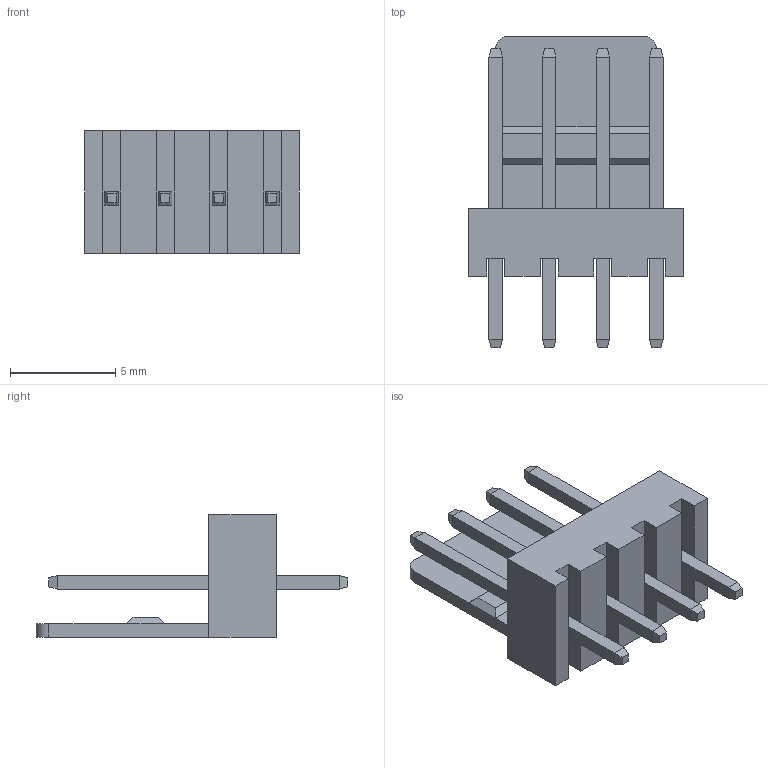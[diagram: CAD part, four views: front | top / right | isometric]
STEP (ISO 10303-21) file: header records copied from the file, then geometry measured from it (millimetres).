
FILE_DESCRIPTION (( 'STEP AP214' ), '1' );
FILE_NAME ('SWR25X-NRTC-S04-ST-BA.STEP', '2023-04-14T21:51:14', ( '' ), ( '' ), 'SwSTEP 2.0', 'SolidWorks 2021', '' );
FILE_SCHEMA (( 'AUTOMOTIVE_DESIGN' ));
Length unit declared in the file: millimetre
Products named in the file (1): SWR25X-NRTC-S04-ST-BA
Bounding box: 10.2 x 14.8 x 5.8 mm (x, y, z)
Volume: 235.1 mm3; surface area: 559.3 mm2
Topology: 5 solids, 5 shells, 108 faces, 252 edges, 156 vertices
Faces by surface type: plane 106, cylinder 2
Entity records: 3050 total; most frequent: CARTESIAN_POINT 517, ORIENTED_EDGE 504, DIRECTION 474, EDGE_CURVE 252, LINE 248, VECTOR 248, VERTEX_POINT 156, EDGE_LOOP 114
